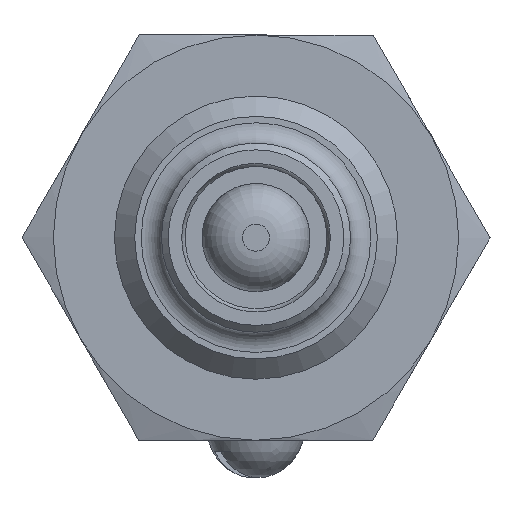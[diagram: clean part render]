
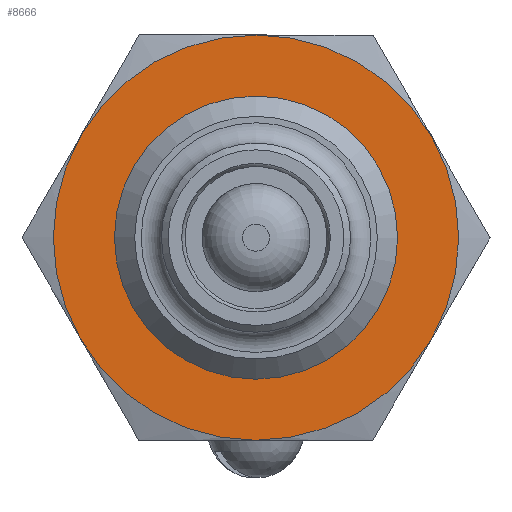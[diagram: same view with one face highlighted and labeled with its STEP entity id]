
A CAD part, left-side view. The second image highlights one B-rep face of the part: STEP entity #8666.
In plain terms, the highlighted planar face has unit normal (-1, 0, 0).
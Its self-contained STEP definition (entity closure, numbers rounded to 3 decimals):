
#1114=PLANE('',#9432);
#2051=ORIENTED_EDGE('',*,*,#3153,.T.);
#2052=ORIENTED_EDGE('',*,*,#3180,.F.);
#2053=ORIENTED_EDGE('',*,*,#3181,.F.);
#2054=ORIENTED_EDGE('',*,*,#3182,.F.);
#2055=ORIENTED_EDGE('',*,*,#3183,.F.);
#2056=ORIENTED_EDGE('',*,*,#3184,.F.);
#2057=ORIENTED_EDGE('',*,*,#3185,.F.);
#3153=EDGE_CURVE('',#3825,#3825,#4276,.T.);
#3180=EDGE_CURVE('',#3834,#3838,#4279,.T.);
#3181=EDGE_CURVE('',#3829,#3834,#4280,.T.);
#3182=EDGE_CURVE('',#3844,#3829,#4281,.T.);
#3183=EDGE_CURVE('',#3779,#3844,#4282,.T.);
#3184=EDGE_CURVE('',#3842,#3779,#4283,.T.);
#3185=EDGE_CURVE('',#3838,#3842,#4284,.T.);
#3779=VERTEX_POINT('',#12858);
#3825=VERTEX_POINT('',#12994);
#3829=VERTEX_POINT('',#13008);
#3834=VERTEX_POINT('',#13032);
#3838=VERTEX_POINT('',#13054);
#3842=VERTEX_POINT('',#13076);
#3844=VERTEX_POINT('',#13095);
#4276=CIRCLE('',#9421,10.);
#4279=CIRCLE('',#9433,15.);
#4280=CIRCLE('',#9434,15.);
#4281=CIRCLE('',#9435,15.);
#4282=CIRCLE('',#9436,15.);
#4283=CIRCLE('',#9437,15.);
#4284=CIRCLE('',#9438,15.);
#4884=EDGE_LOOP('',(#2051));
#4885=EDGE_LOOP('',(#2052,#2053,#2054,#2055,#2056,#2057));
#5686=FACE_BOUND('',#4884,.T.);
#5687=FACE_BOUND('',#4885,.T.);
#8666=ADVANCED_FACE('',(#5686,#5687),#1114,.F.);
#9421=AXIS2_PLACEMENT_3D('',#12993,#10936,#10937);
#9432=AXIS2_PLACEMENT_3D('',#13109,#10962,#10963);
#9433=AXIS2_PLACEMENT_3D('',#13110,#10964,#10965);
#9434=AXIS2_PLACEMENT_3D('',#13111,#10966,#10967);
#9435=AXIS2_PLACEMENT_3D('',#13112,#10968,#10969);
#9436=AXIS2_PLACEMENT_3D('',#13113,#10970,#10971);
#9437=AXIS2_PLACEMENT_3D('',#13114,#10972,#10973);
#9438=AXIS2_PLACEMENT_3D('',#13115,#10974,#10975);
#10936=DIRECTION('',(1.,0.,0.));
#10937=DIRECTION('',(0.,0.,-1.));
#10962=DIRECTION('',(1.,0.,0.));
#10963=DIRECTION('',(0.,0.,-1.));
#10964=DIRECTION('',(1.,0.,0.));
#10965=DIRECTION('',(0.,0.,-1.));
#10966=DIRECTION('',(1.,0.,0.));
#10967=DIRECTION('',(0.,0.,-1.));
#10968=DIRECTION('',(1.,0.,0.));
#10969=DIRECTION('',(0.,0.,-1.));
#10970=DIRECTION('',(1.,0.,0.));
#10971=DIRECTION('',(0.,0.,-1.));
#10972=DIRECTION('',(1.,0.,0.));
#10973=DIRECTION('',(0.,0.,-1.));
#10974=DIRECTION('',(1.,0.,0.));
#10975=DIRECTION('',(0.,0.,-1.));
#12858=CARTESIAN_POINT('',(13.,0.,15.));
#12993=CARTESIAN_POINT('',(13.,0.,0.));
#12994=CARTESIAN_POINT('',(13.,0.,-10.));
#13008=CARTESIAN_POINT('',(13.,-12.99,-7.5));
#13032=CARTESIAN_POINT('',(13.,0.,-15.));
#13054=CARTESIAN_POINT('',(13.,12.99,-7.5));
#13076=CARTESIAN_POINT('',(13.,12.99,7.5));
#13095=CARTESIAN_POINT('',(13.,-12.99,7.5));
#13109=CARTESIAN_POINT('',(13.,0.,9.));
#13110=CARTESIAN_POINT('',(13.,0.,0.));
#13111=CARTESIAN_POINT('',(13.,0.,0.));
#13112=CARTESIAN_POINT('',(13.,0.,0.));
#13113=CARTESIAN_POINT('',(13.,0.,0.));
#13114=CARTESIAN_POINT('',(13.,0.,0.));
#13115=CARTESIAN_POINT('',(13.,0.,0.));
